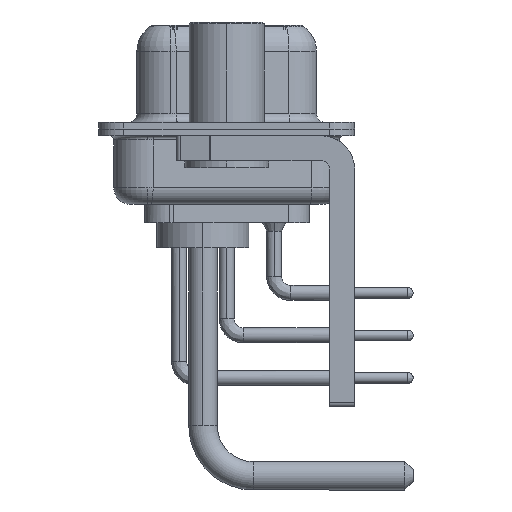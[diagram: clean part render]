
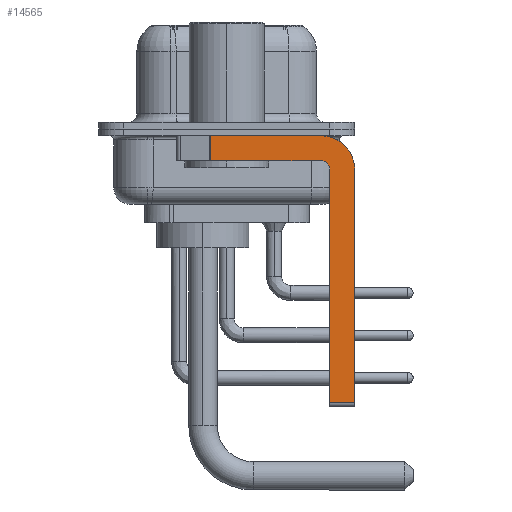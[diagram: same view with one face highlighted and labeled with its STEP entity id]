
A CAD part, left-side view. The second image highlights one B-rep face of the part: STEP entity #14565.
In plain terms, the highlighted planar face has unit normal (-1, 0, 0).
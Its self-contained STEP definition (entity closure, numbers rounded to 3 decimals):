
#345 = DIRECTION ( 'NONE',  ( 0., 0., 1. ) ) ;
#1167 = CIRCLE ( 'NONE', #9408, 2. ) ;
#2100 = CARTESIAN_POINT ( 'NONE',  ( -2.9, -5.65, -2.4 ) ) ;
#2722 = VERTEX_POINT ( 'NONE', #23796 ) ;
#2749 = LINE ( 'NONE', #9001, #17088 ) ;
#2832 = CIRCLE ( 'NONE', #4630, 0.5 ) ;
#3563 = EDGE_CURVE ( 'NONE', #34001, #7605, #1167, .T. ) ;
#4074 = CARTESIAN_POINT ( 'NONE',  ( -2.9, -5.65, -1.9 ) ) ;
#4630 = AXIS2_PLACEMENT_3D ( 'NONE', #5331, #13822, #345 ) ;
#4712 = EDGE_CURVE ( 'NONE', #2722, #34001, #10915, .T. ) ;
#4941 = DIRECTION ( 'NONE',  ( 0., 1., 0. ) ) ;
#5331 = CARTESIAN_POINT ( 'NONE',  ( -2.9, -5.65, -2.4 ) ) ;
#6221 = ORIENTED_EDGE ( 'NONE', *, *, #3563, .F. ) ;
#6586 = CARTESIAN_POINT ( 'NONE',  ( -2.9, -5.65, -0.4 ) ) ;
#7459 = DIRECTION ( 'NONE',  ( 0., 0., -1. ) ) ;
#7605 = VERTEX_POINT ( 'NONE', #14297 ) ;
#8346 = AXIS2_PLACEMENT_3D ( 'NONE', #2100, #36219, #7459 ) ;
#8738 = LINE ( 'NONE', #26273, #10694 ) ;
#8900 = EDGE_CURVE ( 'NONE', #9138, #11617, #10831, .T. ) ;
#9001 = CARTESIAN_POINT ( 'NONE',  ( -2.9, -6.15, -16.6 ) ) ;
#9138 = VERTEX_POINT ( 'NONE', #17638 ) ;
#9408 = AXIS2_PLACEMENT_3D ( 'NONE', #11011, #33153, #10830 ) ;
#9980 = DIRECTION ( 'NONE',  ( 0., 0., -1. ) ) ;
#10049 = VERTEX_POINT ( 'NONE', #34834 ) ;
#10646 = DIRECTION ( 'NONE',  ( 0., -1., 0. ) ) ;
#10694 = VECTOR ( 'NONE', #34380, 1000. ) ;
#10830 = DIRECTION ( 'NONE',  ( 0., 0., -1. ) ) ;
#10831 = LINE ( 'NONE', #30395, #12712 ) ;
#10915 = LINE ( 'NONE', #16279, #34410 ) ;
#11011 = CARTESIAN_POINT ( 'NONE',  ( -2.9, -5.65, -2.4 ) ) ;
#11616 = EDGE_CURVE ( 'NONE', #9138, #33515, #2749, .T. ) ;
#11617 = VERTEX_POINT ( 'NONE', #30982 ) ;
#12657 = CARTESIAN_POINT ( 'NONE',  ( -2.9, 0.978, -1.9 ) ) ;
#12712 = VECTOR ( 'NONE', #10646, 1000. ) ;
#13822 = DIRECTION ( 'NONE',  ( -1., 0., 0. ) ) ;
#14297 = CARTESIAN_POINT ( 'NONE',  ( -2.9, -7.65, -2.4 ) ) ;
#14565 = ADVANCED_FACE ( 'NONE', ( #24429 ), #35691, .F. ) ;
#16279 = CARTESIAN_POINT ( 'NONE',  ( -2.9, 3., -0.4 ) ) ;
#17088 = VECTOR ( 'NONE', #17149, 1000. ) ;
#17149 = DIRECTION ( 'NONE',  ( 0., 0., 1. ) ) ;
#17237 = VECTOR ( 'NONE', #4941, 1000. ) ;
#17320 = ORIENTED_EDGE ( 'NONE', *, *, #4712, .F. ) ;
#17638 = CARTESIAN_POINT ( 'NONE',  ( -2.9, -6.15, -16.35 ) ) ;
#21647 = EDGE_LOOP ( 'NONE', ( #17320, #23793, #24497, #31042, #32252, #28361, #24998, #6221 ) ) ;
#21845 = VERTEX_POINT ( 'NONE', #12657 ) ;
#22751 = EDGE_CURVE ( 'NONE', #2722, #21845, #29182, .T. ) ;
#23793 = ORIENTED_EDGE ( 'NONE', *, *, #22751, .T. ) ;
#23796 = CARTESIAN_POINT ( 'NONE',  ( -2.9, 0.978, -0.4 ) ) ;
#24429 = FACE_OUTER_BOUND ( 'NONE', #21647, .T. ) ;
#24497 = ORIENTED_EDGE ( 'NONE', *, *, #36256, .F. ) ;
#24998 = ORIENTED_EDGE ( 'NONE', *, *, #35625, .F. ) ;
#25476 = VECTOR ( 'NONE', #9980, 1000. ) ;
#26273 = CARTESIAN_POINT ( 'NONE',  ( -2.9, -7.65, -2.4 ) ) ;
#27546 = DIRECTION ( 'NONE',  ( 0., -1., 0. ) ) ;
#28361 = ORIENTED_EDGE ( 'NONE', *, *, #8900, .T. ) ;
#29182 = LINE ( 'NONE', #32134, #25476 ) ;
#29697 = EDGE_CURVE ( 'NONE', #33515, #10049, #2832, .T. ) ;
#30395 = CARTESIAN_POINT ( 'NONE',  ( -2.9, -5.65, -16.35 ) ) ;
#30982 = CARTESIAN_POINT ( 'NONE',  ( -2.9, -7.65, -16.35 ) ) ;
#31042 = ORIENTED_EDGE ( 'NONE', *, *, #29697, .F. ) ;
#32134 = CARTESIAN_POINT ( 'NONE',  ( -2.9, 0.978, -1.9 ) ) ;
#32252 = ORIENTED_EDGE ( 'NONE', *, *, #11616, .F. ) ;
#33153 = DIRECTION ( 'NONE',  ( 1., 0., 0. ) ) ;
#33515 = VERTEX_POINT ( 'NONE', #34689 ) ;
#34001 = VERTEX_POINT ( 'NONE', #6586 ) ;
#34380 = DIRECTION ( 'NONE',  ( 0., 0., -1. ) ) ;
#34410 = VECTOR ( 'NONE', #27546, 1000. ) ;
#34689 = CARTESIAN_POINT ( 'NONE',  ( -2.9, -6.15, -2.4 ) ) ;
#34834 = CARTESIAN_POINT ( 'NONE',  ( -2.9, -5.65, -1.9 ) ) ;
#35069 = LINE ( 'NONE', #4074, #17237 ) ;
#35625 = EDGE_CURVE ( 'NONE', #7605, #11617, #8738, .T. ) ;
#35691 = PLANE ( 'NONE',  #8346 ) ;
#36219 = DIRECTION ( 'NONE',  ( 1., 0., 0. ) ) ;
#36256 = EDGE_CURVE ( 'NONE', #10049, #21845, #35069, .T. ) ;
